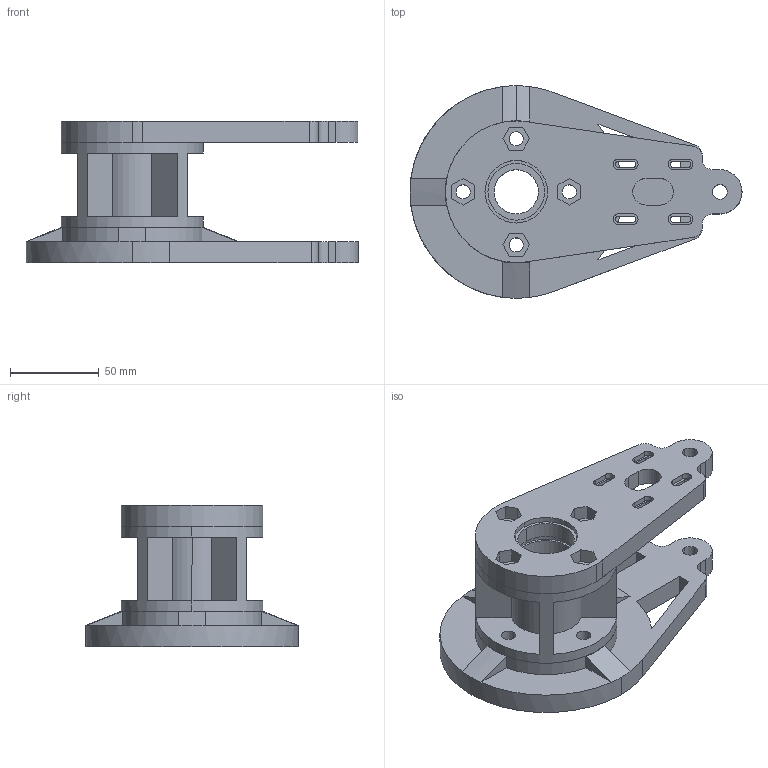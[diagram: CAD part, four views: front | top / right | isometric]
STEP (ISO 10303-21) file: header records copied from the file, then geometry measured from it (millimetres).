
FILE_DESCRIPTION (( 'STEP AP203' ), '1' );
FILE_NAME ('Base.STEP', '2025-10-14T22:17:06', ( '' ), ( '' ), 'SwSTEP 2.0', 'SolidWorks 2024', '' );
FILE_SCHEMA (( 'CONFIG_CONTROL_DESIGN' ));
Length unit declared in the file: millimetre
Products named in the file (4): Base; Bottom Tube; Bottom support; Baseplate
Assembly tree (3 placements, depth 2):
  Base
    Bottom support
    Bottom Tube
    Baseplate
Bounding box: 187.5 x 120 x 80 mm (x, y, z)
Volume: 372451.6 mm3; surface area: 102853.9 mm2
Topology: 3 solids, 3 shells, 232 faces, 614 edges, 407 vertices
Faces by surface type: plane 124, cylinder 103, cone 5
Entity records: 7786 total; most frequent: DIRECTION 1312, CARTESIAN_POINT 1283, ORIENTED_EDGE 1228, EDGE_CURVE 614, AXIS2_PLACEMENT_3D 468, VERTEX_POINT 407, VECTOR 376, LINE 376
